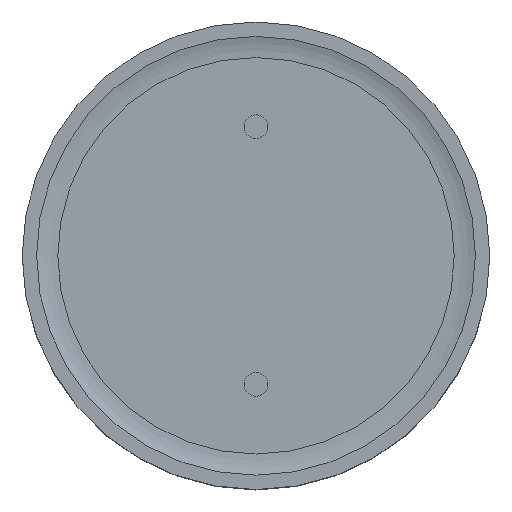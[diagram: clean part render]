
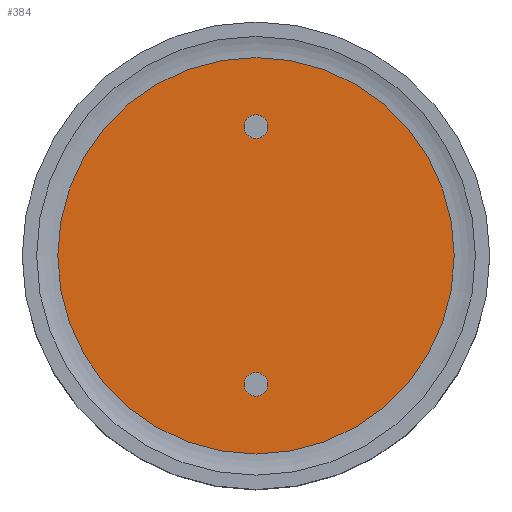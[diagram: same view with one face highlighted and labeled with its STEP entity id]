
A CAD part, top view. The second image highlights one B-rep face of the part: STEP entity #384.
In plain terms, the highlighted planar face has unit normal (0, 0, 1).
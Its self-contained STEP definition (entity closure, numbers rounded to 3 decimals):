
#83=PLANE('',#423);
#117=FACE_OUTER_BOUND('',#149,.T.);
#149=EDGE_LOOP('',(#287));
#184=CIRCLE('',#422,5.851);
#202=VERTEX_POINT('',#599);
#236=EDGE_CURVE('',#202,#202,#184,.T.);
#287=ORIENTED_EDGE('',*,*,#236,.F.);
#384=ADVANCED_FACE('',(#117),#83,.T.);
#422=AXIS2_PLACEMENT_3D('',#600,#483,#484);
#423=AXIS2_PLACEMENT_3D('',#601,#485,#486);
#483=DIRECTION('center_axis',(0.,0.,-1.));
#484=DIRECTION('ref_axis',(1.,0.,0.));
#485=DIRECTION('center_axis',(0.,0.,1.));
#486=DIRECTION('ref_axis',(1.,0.,0.));
#599=CARTESIAN_POINT('',(-5.851,0.,7.4));
#600=CARTESIAN_POINT('Origin',(0.,0.,7.4));
#601=CARTESIAN_POINT('Origin',(0.,0.,7.4));
